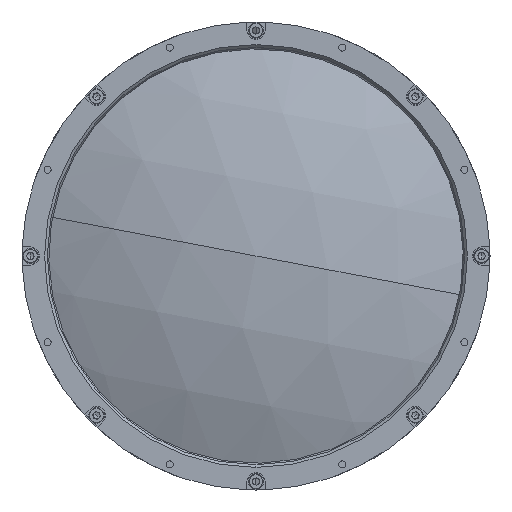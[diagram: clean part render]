
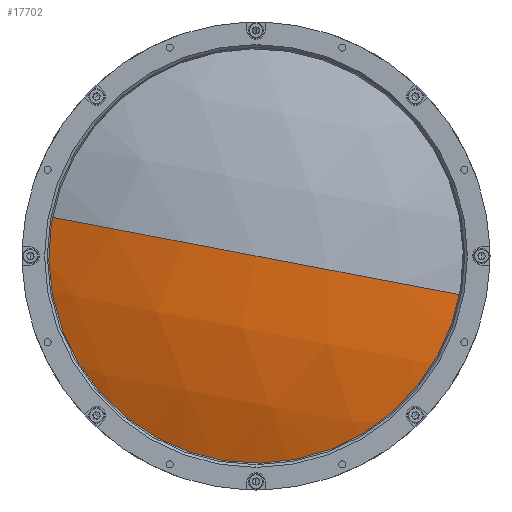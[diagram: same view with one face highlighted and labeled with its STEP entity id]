
A CAD part, left-side view. The second image highlights one B-rep face of the part: STEP entity #17702.
In plain terms, the highlighted spherical face has radius 192.8 mm.
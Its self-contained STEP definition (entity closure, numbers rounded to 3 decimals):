
#105 = SPHERICAL_SURFACE ( 'NONE', #1531, 192.8 ) ;
#1088 = VERTEX_POINT ( 'NONE', #20210 ) ;
#1343 = VERTEX_POINT ( 'NONE', #12517 ) ;
#1359 = CARTESIAN_POINT ( 'NONE',  ( 190.2, 0., 0. ) ) ;
#1531 = AXIS2_PLACEMENT_3D ( 'NONE', #10185, #16653, #18239 ) ;
#2313 = ORIENTED_EDGE ( 'NONE', *, *, #17917, .T. ) ;
#2878 = DIRECTION ( 'NONE',  ( 0., -0.982, -0.187 ) ) ;
#3039 = VERTEX_POINT ( 'NONE', #6475 ) ;
#4002 = CIRCLE ( 'NONE', #16024, 192.8 ) ;
#5966 = CIRCLE ( 'NONE', #8896, 76. ) ;
#6475 = CARTESIAN_POINT ( 'NONE',  ( 13.011, 74.665, 14.182 ) ) ;
#6607 = DIRECTION ( 'NONE',  ( 0., 0.187, -0.982 ) ) ;
#7423 = EDGE_LOOP ( 'NONE', ( #2313, #18490, #18421 ) ) ;
#8583 = AXIS2_PLACEMENT_3D ( 'NONE', #16062, #6607, #17631 ) ;
#8896 = AXIS2_PLACEMENT_3D ( 'NONE', #18787, #9344, #20369 ) ;
#9344 = DIRECTION ( 'NONE',  ( -1., 0., 0. ) ) ;
#10138 = CIRCLE ( 'NONE', #8583, 192.8 ) ;
#10185 = CARTESIAN_POINT ( 'NONE',  ( 190.2, 0., 0. ) ) ;
#12354 = DIRECTION ( 'NONE',  ( 0., -0.187, 0.982 ) ) ;
#12517 = CARTESIAN_POINT ( 'NONE',  ( -2.6, 0., 0. ) ) ;
#14150 = EDGE_CURVE ( 'NONE', #1088, #1343, #10138, .T. ) ;
#16024 = AXIS2_PLACEMENT_3D ( 'NONE', #1359, #12354, #2878 ) ;
#16062 = CARTESIAN_POINT ( 'NONE',  ( 190.2, 0., 0. ) ) ;
#16324 = FACE_OUTER_BOUND ( 'NONE', #7423, .T. ) ;
#16653 = DIRECTION ( 'NONE',  ( 0., 0.187, -0.982 ) ) ;
#17263 = EDGE_CURVE ( 'NONE', #3039, #1343, #4002, .T. ) ;
#17631 = DIRECTION ( 'NONE',  ( 0., 0.982, 0.187 ) ) ;
#17702 = ADVANCED_FACE ( 'NONE', ( #16324 ), #105, .T. ) ;
#17917 = EDGE_CURVE ( 'NONE', #3039, #1088, #5966, .T. ) ;
#18239 = DIRECTION ( 'NONE',  ( 0., 0.982, 0.187 ) ) ;
#18421 = ORIENTED_EDGE ( 'NONE', *, *, #17263, .F. ) ;
#18490 = ORIENTED_EDGE ( 'NONE', *, *, #14150, .T. ) ;
#18787 = CARTESIAN_POINT ( 'NONE',  ( 13.011, 0., 0. ) ) ;
#20210 = CARTESIAN_POINT ( 'NONE',  ( 13.011, -74.665, -14.182 ) ) ;
#20369 = DIRECTION ( 'NONE',  ( 0., 0.187, -0.982 ) ) ;
